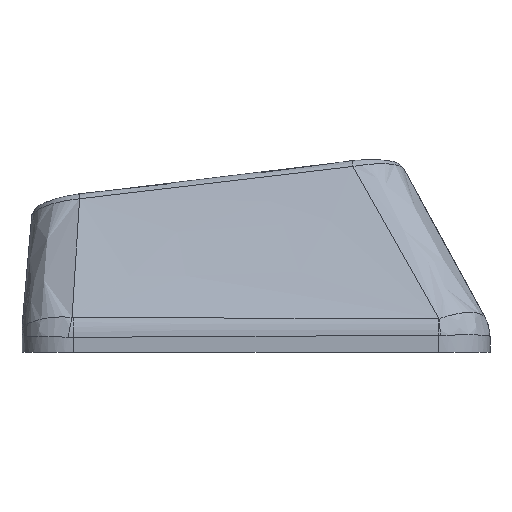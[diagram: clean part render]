
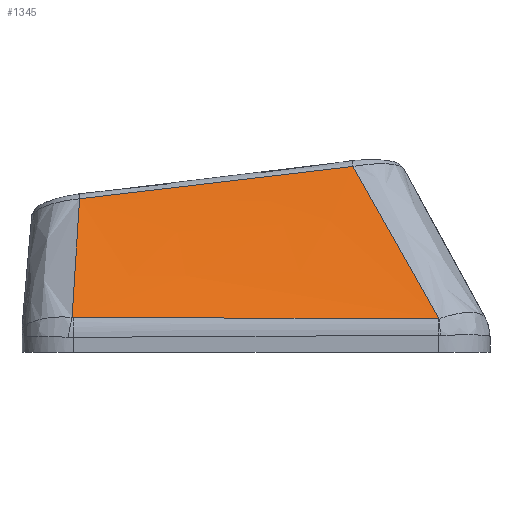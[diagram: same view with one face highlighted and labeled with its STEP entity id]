
A CAD part, left-side view. The second image highlights one B-rep face of the part: STEP entity #1345.
In plain terms, the highlighted free-form (B-spline) face has degree [3, 3] with [4, 4] control points.
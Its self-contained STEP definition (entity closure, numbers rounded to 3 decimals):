
#35=B_SPLINE_SURFACE_WITH_KNOTS('',3,3,((#2897,#2898,#2899,#2900),(#2901,
#2902,#2903,#2904),(#2905,#2906,#2907,#2908),(#2909,#2910,#2911,#2912)),
 .UNSPECIFIED.,.F.,.F.,.F.,(4,4),(4,4),(0.101,0.893),
(0.045,0.954),.UNSPECIFIED.);
#274=FACE_OUTER_BOUND('',#352,.T.);
#352=EDGE_LOOP('',(#1047,#1048,#1049,#1050,#1051,#1052));
#467=B_SPLINE_CURVE_WITH_KNOTS('',3,(#2755,#2756,#2757,#2758),
 .UNSPECIFIED.,.F.,.F.,(4,4),(0.,0.005),.UNSPECIFIED.);
#469=B_SPLINE_CURVE_WITH_KNOTS('',3,(#2782,#2783,#2784,#2785),
 .UNSPECIFIED.,.F.,.F.,(4,4),(0.,1.416),.UNSPECIFIED.);
#471=B_SPLINE_CURVE_WITH_KNOTS('',3,(#2809,#2810,#2811,#2812),
 .UNSPECIFIED.,.F.,.F.,(4,4),(0.,0.002),.UNSPECIFIED.);
#474=B_SPLINE_CURVE_WITH_KNOTS('',3,(#2914,#2915,#2916,#2917),
 .UNSPECIFIED.,.F.,.F.,(4,4),(0.036,0.771),
 .UNSPECIFIED.);
#475=B_SPLINE_CURVE_WITH_KNOTS('',3,(#2919,#2920,#2921,#2922),
 .UNSPECIFIED.,.F.,.F.,(4,4),(-1.068,0.),
 .UNSPECIFIED.);
#476=B_SPLINE_CURVE_WITH_KNOTS('',3,(#2923,#2924,#2925,#2926),
 .UNSPECIFIED.,.F.,.F.,(4,4),(-0.569,-0.031),
 .UNSPECIFIED.);
#602=VERTEX_POINT('',#2723);
#604=VERTEX_POINT('',#2753);
#606=VERTEX_POINT('',#2780);
#608=VERTEX_POINT('',#2807);
#615=VERTEX_POINT('',#2913);
#616=VERTEX_POINT('',#2918);
#771=EDGE_CURVE('',#604,#602,#467,.T.);
#774=EDGE_CURVE('',#606,#604,#469,.T.);
#777=EDGE_CURVE('',#608,#606,#471,.T.);
#789=EDGE_CURVE('',#615,#608,#474,.T.);
#790=EDGE_CURVE('',#616,#615,#475,.T.);
#791=EDGE_CURVE('',#602,#616,#476,.T.);
#1047=ORIENTED_EDGE('',*,*,#771,.F.);
#1048=ORIENTED_EDGE('',*,*,#774,.F.);
#1049=ORIENTED_EDGE('',*,*,#777,.F.);
#1050=ORIENTED_EDGE('',*,*,#789,.F.);
#1051=ORIENTED_EDGE('',*,*,#790,.F.);
#1052=ORIENTED_EDGE('',*,*,#791,.F.);
#1345=ADVANCED_FACE('',(#274),#35,.T.);
#2723=CARTESIAN_POINT('',(-8.864,7.138,0.361));
#2753=CARTESIAN_POINT('',(-8.867,7.086,0.356));
#2755=CARTESIAN_POINT('Ctrl Pts',(-8.867,7.086,0.356));
#2756=CARTESIAN_POINT('Ctrl Pts',(-8.867,7.103,0.356));
#2757=CARTESIAN_POINT('Ctrl Pts',(-8.866,7.121,0.358));
#2758=CARTESIAN_POINT('Ctrl Pts',(-8.864,7.138,0.361));
#2780=CARTESIAN_POINT('',(-8.936,-7.078,0.304));
#2782=CARTESIAN_POINT('Ctrl Pts',(-8.936,-7.078,0.304));
#2783=CARTESIAN_POINT('Ctrl Pts',(-8.919,-2.357,0.32));
#2784=CARTESIAN_POINT('Ctrl Pts',(-8.897,2.364,0.337));
#2785=CARTESIAN_POINT('Ctrl Pts',(-8.867,7.086,0.356));
#2807=CARTESIAN_POINT('',(-8.936,-7.099,0.305));
#2809=CARTESIAN_POINT('Ctrl Pts',(-8.936,-7.099,0.305));
#2810=CARTESIAN_POINT('Ctrl Pts',(-8.936,-7.092,0.305));
#2811=CARTESIAN_POINT('Ctrl Pts',(-8.936,-7.085,0.304));
#2812=CARTESIAN_POINT('Ctrl Pts',(-8.936,-7.078,0.304));
#2897=CARTESIAN_POINT('Ctrl Pts',(-6.11,-4.134,6.257));
#2898=CARTESIAN_POINT('Ctrl Pts',(-7.052,-5.122,4.273));
#2899=CARTESIAN_POINT('Ctrl Pts',(-7.994,-6.111,2.289));
#2900=CARTESIAN_POINT('Ctrl Pts',(-8.936,-7.099,0.304));
#2901=CARTESIAN_POINT('Ctrl Pts',(-6.11,-0.376,
5.822));
#2902=CARTESIAN_POINT('Ctrl Pts',(-7.052,-1.035,3.976));
#2903=CARTESIAN_POINT('Ctrl Pts',(-7.994,-1.694,2.13));
#2904=CARTESIAN_POINT('Ctrl Pts',(-8.936,-2.353,0.283));
#2905=CARTESIAN_POINT('Ctrl Pts',(-6.11,3.382,5.387));
#2906=CARTESIAN_POINT('Ctrl Pts',(-7.052,3.052,3.679));
#2907=CARTESIAN_POINT('Ctrl Pts',(-7.994,2.722,1.97));
#2908=CARTESIAN_POINT('Ctrl Pts',(-8.936,2.392,0.262));
#2909=CARTESIAN_POINT('Ctrl Pts',(-6.11,7.14,4.953));
#2910=CARTESIAN_POINT('Ctrl Pts',(-7.052,7.14,3.382));
#2911=CARTESIAN_POINT('Ctrl Pts',(-7.994,7.139,1.811));
#2912=CARTESIAN_POINT('Ctrl Pts',(-8.936,7.138,0.241));
#2913=CARTESIAN_POINT('',(-6.11,-3.758,6.214));
#2914=CARTESIAN_POINT('Ctrl Pts',(-6.11,-3.758,6.214));
#2915=CARTESIAN_POINT('Ctrl Pts',(-7.058,-4.877,4.249));
#2916=CARTESIAN_POINT('Ctrl Pts',(-7.999,-5.99,2.278));
#2917=CARTESIAN_POINT('Ctrl Pts',(-8.936,-7.099,0.305));
#2918=CARTESIAN_POINT('',(-6.125,6.845,4.961));
#2919=CARTESIAN_POINT('Ctrl Pts',(-6.125,6.845,4.961));
#2920=CARTESIAN_POINT('Ctrl Pts',(-6.12,3.31,5.375));
#2921=CARTESIAN_POINT('Ctrl Pts',(-6.115,-0.224,
5.793));
#2922=CARTESIAN_POINT('Ctrl Pts',(-6.11,-3.758,6.214));
#2923=CARTESIAN_POINT('Ctrl Pts',(-8.864,7.138,0.361));
#2924=CARTESIAN_POINT('Ctrl Pts',(-7.946,7.034,1.892));
#2925=CARTESIAN_POINT('Ctrl Pts',(-7.032,6.935,3.425));
#2926=CARTESIAN_POINT('Ctrl Pts',(-6.125,6.845,4.961));
